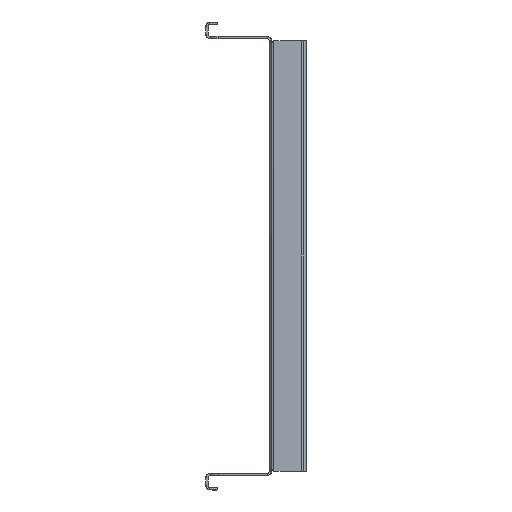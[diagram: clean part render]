
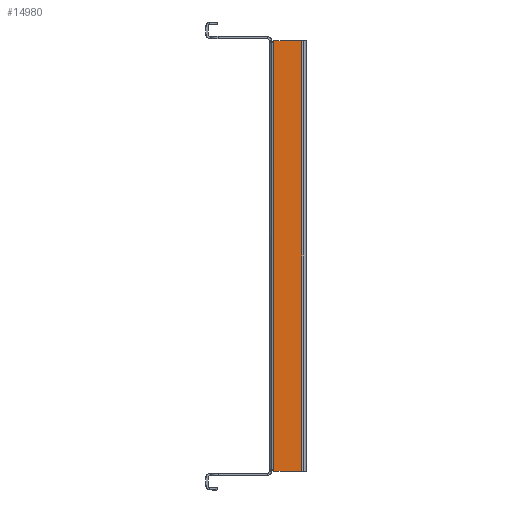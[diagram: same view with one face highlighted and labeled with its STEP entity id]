
A CAD part, left-side view. The second image highlights one B-rep face of the part: STEP entity #14980.
In plain terms, the highlighted planar face has unit normal (-1, 0, 0).
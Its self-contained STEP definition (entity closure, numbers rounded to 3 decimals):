
#647 = CARTESIAN_POINT ( 'NONE',  ( -580., 0., -193. ) ) ;
#1319 = FACE_OUTER_BOUND ( 'NONE', #14938, .T. ) ;
#1359 = CARTESIAN_POINT ( 'NONE',  ( -580., -29., 193. ) ) ;
#1426 = LINE ( 'NONE', #8846, #8550 ) ;
#1525 = AXIS2_PLACEMENT_3D ( 'NONE', #23737, #8960, #23619 ) ;
#2147 = EDGE_CURVE ( 'NONE', #17528, #22366, #1426, .T. ) ;
#3917 = ORIENTED_EDGE ( 'NONE', *, *, #19485, .T. ) ;
#5635 = VERTEX_POINT ( 'NONE', #17785 ) ;
#6109 = LINE ( 'NONE', #647, #15831 ) ;
#7535 = DIRECTION ( 'NONE',  ( 0., 0., -1. ) ) ;
#8550 = VECTOR ( 'NONE', #16470, 1000. ) ;
#8846 = CARTESIAN_POINT ( 'NONE',  ( -580., -29., -193. ) ) ;
#8960 = DIRECTION ( 'NONE',  ( -1., 0., 0. ) ) ;
#9555 = ORIENTED_EDGE ( 'NONE', *, *, #21147, .T. ) ;
#9780 = VECTOR ( 'NONE', #22412, 1000. ) ;
#13557 = ORIENTED_EDGE ( 'NONE', *, *, #2147, .T. ) ;
#13877 = DIRECTION ( 'NONE',  ( 0., -1., 0. ) ) ;
#14938 = EDGE_LOOP ( 'NONE', ( #23558, #13557, #9555, #3917 ) ) ;
#14980 = ADVANCED_FACE ( 'NONE', ( #1319 ), #20227, .T. ) ;
#15391 = LINE ( 'NONE', #20987, #9780 ) ;
#15413 = CARTESIAN_POINT ( 'NONE',  ( -580., -4., 0. ) ) ;
#15831 = VECTOR ( 'NONE', #13877, 1000. ) ;
#16399 = VERTEX_POINT ( 'NONE', #17912 ) ;
#16470 = DIRECTION ( 'NONE',  ( 0., 0., 1. ) ) ;
#17115 = CARTESIAN_POINT ( 'NONE',  ( -580., -29., -193. ) ) ;
#17120 = LINE ( 'NONE', #15413, #23602 ) ;
#17528 = VERTEX_POINT ( 'NONE', #17115 ) ;
#17785 = CARTESIAN_POINT ( 'NONE',  ( -580., -4., 193. ) ) ;
#17912 = CARTESIAN_POINT ( 'NONE',  ( -580., -4., -193. ) ) ;
#18293 = EDGE_CURVE ( 'NONE', #16399, #17528, #6109, .T. ) ;
#19485 = EDGE_CURVE ( 'NONE', #5635, #16399, #17120, .T. ) ;
#20227 = PLANE ( 'NONE',  #1525 ) ;
#20987 = CARTESIAN_POINT ( 'NONE',  ( -580., 0., 193. ) ) ;
#21147 = EDGE_CURVE ( 'NONE', #22366, #5635, #15391, .T. ) ;
#22366 = VERTEX_POINT ( 'NONE', #1359 ) ;
#22412 = DIRECTION ( 'NONE',  ( 0., 1., 0. ) ) ;
#23558 = ORIENTED_EDGE ( 'NONE', *, *, #18293, .T. ) ;
#23602 = VECTOR ( 'NONE', #7535, 1000. ) ;
#23619 = DIRECTION ( 'NONE',  ( 0., -1., 0. ) ) ;
#23737 = CARTESIAN_POINT ( 'NONE',  ( -580., 0., 0. ) ) ;
